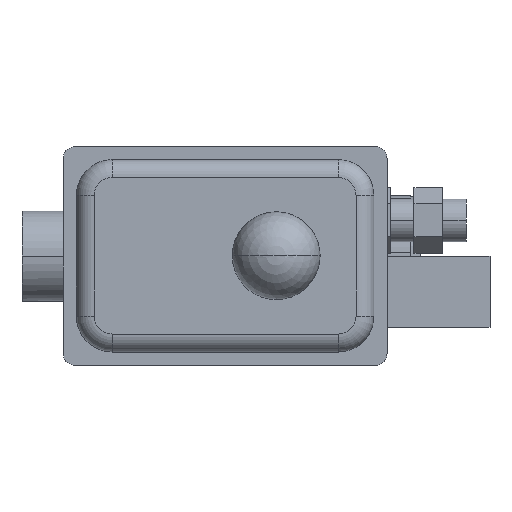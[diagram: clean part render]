
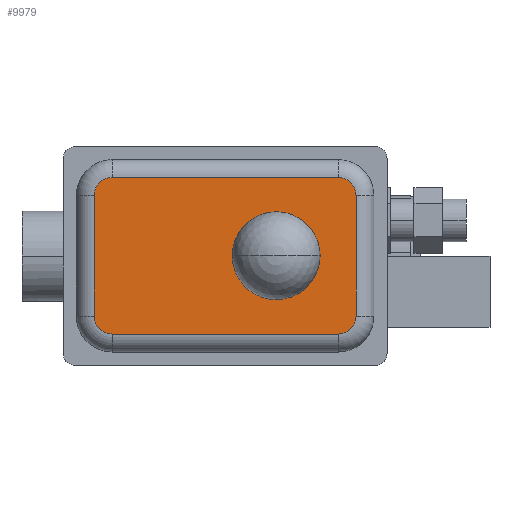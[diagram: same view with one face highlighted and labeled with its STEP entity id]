
A CAD part, top view. The second image highlights one B-rep face of the part: STEP entity #9979.
In plain terms, the highlighted planar face has unit normal (0, 0, 1).
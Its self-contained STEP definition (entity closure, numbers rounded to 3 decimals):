
#3949=EDGE_CURVE('',#8897,#5071,#11650,.T.);
#4043=VERTEX_POINT('',#11750);
#4069=VERTEX_POINT('',#11781);
#5071=VERTEX_POINT('',#12880);
#5189=EDGE_CURVE('',#5071,#7845,#13012,.T.);
#5407=EDGE_CURVE('',#11361,#8737,#13245,.T.);
#6167=VERTEX_POINT('',#14093);
#7701=EDGE_CURVE('',#7845,#7801,#15766,.T.);
#7801=VERTEX_POINT('',#15877);
#7845=VERTEX_POINT('',#15924);
#7979=EDGE_CURVE('',#8737,#11361,#16067,.T.);
#8063=EDGE_CURVE('',#9801,#4043,#16157,.T.);
#8343=EDGE_CURVE('',#6167,#4069,#16468,.T.);
#8737=VERTEX_POINT('',#16895);
#8897=VERTEX_POINT('',#17066);
#9159=EDGE_CURVE('',#4043,#4069,#17350,.T.);
#9551=EDGE_CURVE('',#6167,#8897,#17778,.T.);
#9801=VERTEX_POINT('',#18053);
#9979=ADVANCED_FACE('',(#18244,#18245),#18246,.T.);
#10909=EDGE_CURVE('',#7801,#9801,#19274,.T.);
#11361=VERTEX_POINT('',#19765);
#11650=LINE('',#20102,#20103);
#11750=CARTESIAN_POINT('',(-76.6,25.45,276.501));
#11781=CARTESIAN_POINT('',(-69.1,32.95,276.501));
#12880=CARTESIAN_POINT('',(33.6,-25.45,276.501));
#13012=CIRCLE('',#22421,7.5);
#13245=CIRCLE('',#22844,5.0);
#14093=CARTESIAN_POINT('',(26.1,32.95,276.501));
#15766=LINE('',#26974,#26975);
#15877=CARTESIAN_POINT('',(-69.1,-32.95,276.501));
#15924=CARTESIAN_POINT('',(26.1,-32.95,276.501));
#16067=CIRCLE('',#27536,5.0);
#16157=LINE('',#27675,#27676);
#16468=LINE('',#28202,#28203);
#16895=CARTESIAN_POINT('',(5.0,0.,276.501));
#17066=CARTESIAN_POINT('',(33.6,25.45,276.501));
#17350=CIRCLE('',#29682,7.5);
#17778=CIRCLE('',#30490,7.5);
#18053=CARTESIAN_POINT('',(-76.6,-25.45,276.501));
#18244=FACE_BOUND('',#31255,.T.);
#18245=FACE_OUTER_BOUND('',#31256,.T.);
#18246=PLANE('',#31257);
#19274=CIRCLE('',#32990,7.5);
#19765=CARTESIAN_POINT('',(-5.0,0.,276.501));
#20102=CARTESIAN_POINT('',(33.6,25.45,276.501));
#20103=VECTOR('',#34190,1.0);
#22421=AXIS2_PLACEMENT_3D('',#35717,#35718,#35719);
#22844=AXIS2_PLACEMENT_3D('',#35933,#35934,#35935);
#26974=CARTESIAN_POINT('',(26.1,-32.95,276.501));
#26975=VECTOR('',#38743,1.0);
#27536=AXIS2_PLACEMENT_3D('',#39111,#39112,#39113);
#27675=CARTESIAN_POINT('',(-76.6,-25.45,276.501));
#27676=VECTOR('',#39199,1.0);
#28202=CARTESIAN_POINT('',(26.1,32.95,276.501));
#28203=VECTOR('',#39588,1.0);
#29682=AXIS2_PLACEMENT_3D('',#40488,#40489,#40490);
#30490=AXIS2_PLACEMENT_3D('',#40973,#40974,#40975);
#31255=EDGE_LOOP('',(#41448,#41449));
#31256=EDGE_LOOP('',(#41450,#41451,#41452,#41453,#41454,#41455,#41456,#41457));
#31257=AXIS2_PLACEMENT_3D('',#41458,#41459,#41460);
#32990=AXIS2_PLACEMENT_3D('',#42736,#42737,#42738);
#34190=DIRECTION('',(0.0,-1.0,0.0));
#35717=CARTESIAN_POINT('',(26.1,-25.45,276.501));
#35718=DIRECTION('',(0.0,0.0,-1.0));
#35719=DIRECTION('',(-1.0,0.0,0.0));
#35933=CARTESIAN_POINT('',(0.0,0.0,276.501));
#35934=DIRECTION('',(-0.0,0.0,-1.0));
#35935=DIRECTION('',(-1.0,0.0,0.0));
#38743=DIRECTION('',(-1.0,0.0,0.0));
#39111=CARTESIAN_POINT('',(0.0,0.0,276.501));
#39112=DIRECTION('',(-0.0,0.0,-1.0));
#39113=DIRECTION('',(-1.0,0.0,0.0));
#39199=DIRECTION('',(0.0,1.0,0.0));
#39588=DIRECTION('',(-1.0,0.0,0.0));
#40488=CARTESIAN_POINT('',(-69.1,25.45,276.501));
#40489=DIRECTION('',(0.0,0.0,-1.0));
#40490=DIRECTION('',(-1.0,0.0,0.0));
#40973=CARTESIAN_POINT('',(26.1,25.45,276.501));
#40974=DIRECTION('',(0.0,0.0,-1.0));
#40975=DIRECTION('',(-1.0,0.0,0.0));
#41448=ORIENTED_EDGE('',*,*,#7979,.T.);
#41449=ORIENTED_EDGE('',*,*,#5407,.T.);
#41450=ORIENTED_EDGE('',*,*,#10909,.F.);
#41451=ORIENTED_EDGE('',*,*,#7701,.F.);
#41452=ORIENTED_EDGE('',*,*,#5189,.F.);
#41453=ORIENTED_EDGE('',*,*,#3949,.F.);
#41454=ORIENTED_EDGE('',*,*,#9551,.F.);
#41455=ORIENTED_EDGE('',*,*,#8343,.T.);
#41456=ORIENTED_EDGE('',*,*,#9159,.F.);
#41457=ORIENTED_EDGE('',*,*,#8063,.F.);
#41458=CARTESIAN_POINT('',(-72.85,25.45,276.501));
#41459=DIRECTION('',(0.0,0.0,1.0));
#41460=DIRECTION('',(1.0,0.0,0.0));
#42736=CARTESIAN_POINT('',(-69.1,-25.45,276.501));
#42737=DIRECTION('',(0.0,0.0,-1.0));
#42738=DIRECTION('',(-1.0,0.0,0.0));
